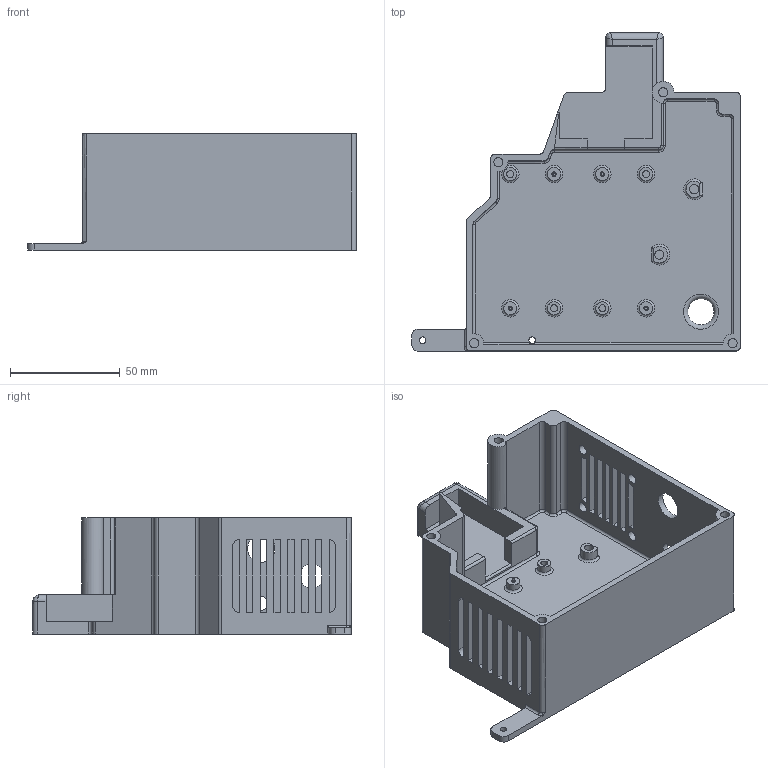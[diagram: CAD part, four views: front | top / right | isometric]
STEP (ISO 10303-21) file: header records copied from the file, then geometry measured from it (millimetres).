
FILE_DESCRIPTION(('FreeCAD Model'),'2;1');
FILE_NAME('Open CASCADE Shape Model','2025-06-07T01:03:33',(''),(''), 'Open CASCADE STEP processor 7.8','FreeCAD','Unknown');
FILE_SCHEMA(('AUTOMOTIVE_DESIGN { 1 0 10303 214 1 1 1 1 }'));
Length unit declared in the file: millimetre
Products named in the file (1): housing
Bounding box: 150 x 145.2 x 53 mm (x, y, z)
Volume: 114858.1 mm3; surface area: 75818.8 mm2
Topology: 1 solids, 1 shells, 264 faces, 659 edges, 415 vertices
Faces by surface type: plane 127, cylinder 98, torus 26, bspline 7, cone 4, sphere 2
Full cylindrical faces by diameter (mm): 1.2 x4, 3 x2, 3.2 x4, 4.2 x6, 4.6 x4, 4.8 x2, 6 x8, 6.4 x1, 11.2 x1, 12 x1, 12.5 x1
Entity records: 8617 total; most frequent: CARTESIAN_POINT 2134, DIRECTION 1360, ORIENTED_EDGE 1304, EDGE_CURVE 652, AXIS2_PLACEMENT_3D 481, VERTEX_POINT 415, LINE 398, VECTOR 398
